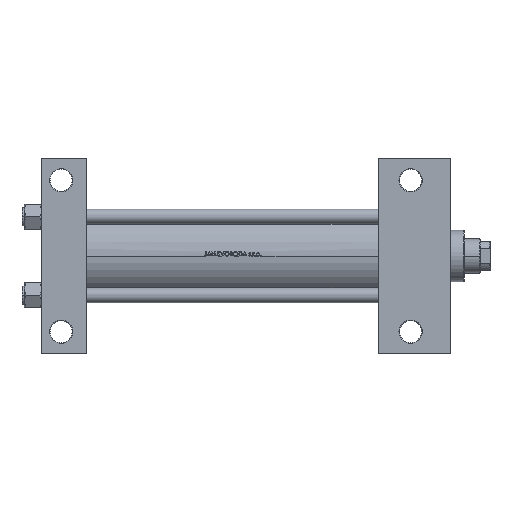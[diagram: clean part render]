
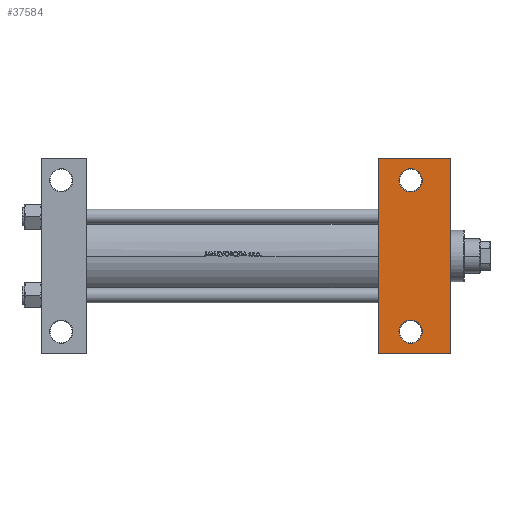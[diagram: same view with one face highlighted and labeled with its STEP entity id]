
A CAD part, front view. The second image highlights one B-rep face of the part: STEP entity #37584.
In plain terms, the highlighted face is planar.
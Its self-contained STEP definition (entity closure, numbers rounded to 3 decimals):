
#364 = VERTEX_POINT ( 'NONE', #17267 ) ;
#1539 = CARTESIAN_POINT ( 'NONE',  ( 276., -80., -45. ) ) ;
#2407 = VECTOR ( 'NONE', #21607, 1000. ) ;
#2595 = CARTESIAN_POINT ( 'NONE',  ( 292.5, -62., -45. ) ) ;
#3826 = CIRCLE ( 'NONE', #32230, 9.5 ) ;
#3866 = VERTEX_POINT ( 'NONE', #2595 ) ;
#4026 = CARTESIAN_POINT ( 'NONE',  ( 276., 80., -45. ) ) ;
#4630 = DIRECTION ( 'NONE',  ( 0., 0., -1. ) ) ;
#5343 = FACE_BOUND ( 'NONE', #26706, .T. ) ;
#5502 = CIRCLE ( 'NONE', #46230, 9.5 ) ;
#6089 = CARTESIAN_POINT ( 'NONE',  ( 311.5, 62., -45. ) ) ;
#7281 = CARTESIAN_POINT ( 'NONE',  ( 276., 80., -45. ) ) ;
#8462 = DIRECTION ( 'NONE',  ( -1., 0., 0. ) ) ;
#9176 = FACE_OUTER_BOUND ( 'NONE', #33481, .T. ) ;
#9348 = CARTESIAN_POINT ( 'NONE',  ( 302., 62., -45. ) ) ;
#9545 = DIRECTION ( 'NONE',  ( 0., 0., 1. ) ) ;
#10347 = DIRECTION ( 'NONE',  ( 0., 0., 1. ) ) ;
#11042 = EDGE_CURVE ( 'NONE', #46027, #14103, #16015, .T. ) ;
#12066 = PLANE ( 'NONE',  #42351 ) ;
#12148 = CARTESIAN_POINT ( 'NONE',  ( 276., -80., -45. ) ) ;
#14103 = VERTEX_POINT ( 'NONE', #12148 ) ;
#14350 = EDGE_CURVE ( 'NONE', #46027, #31580, #22442, .T. ) ;
#14648 = CARTESIAN_POINT ( 'NONE',  ( 302., -62., -45. ) ) ;
#14840 = CARTESIAN_POINT ( 'NONE',  ( 335., 45., -45. ) ) ;
#15369 = EDGE_CURVE ( 'NONE', #46293, #14103, #30616, .T. ) ;
#16015 = LINE ( 'NONE', #30680, #33006 ) ;
#16397 = FACE_BOUND ( 'NONE', #34168, .T. ) ;
#16545 = CARTESIAN_POINT ( 'NONE',  ( 302., -62., -45. ) ) ;
#17267 = CARTESIAN_POINT ( 'NONE',  ( 311.5, -62., -45. ) ) ;
#17790 = DIRECTION ( 'NONE',  ( -1., 0., 0. ) ) ;
#20419 = DIRECTION ( 'NONE',  ( 0., 0., 1. ) ) ;
#21461 = ORIENTED_EDGE ( 'NONE', *, *, #14350, .T. ) ;
#21607 = DIRECTION ( 'NONE',  ( 0., -1., 0. ) ) ;
#21642 = DIRECTION ( 'NONE',  ( 0., 0., 1. ) ) ;
#21702 = ORIENTED_EDGE ( 'NONE', *, *, #39524, .T. ) ;
#22442 = LINE ( 'NONE', #7281, #38014 ) ;
#23884 = CIRCLE ( 'NONE', #33865, 9.5 ) ;
#26706 = EDGE_LOOP ( 'NONE', ( #37631, #21702 ) ) ;
#26956 = CIRCLE ( 'NONE', #46234, 9.5 ) ;
#27269 = ORIENTED_EDGE ( 'NONE', *, *, #31924, .T. ) ;
#27461 = VERTEX_POINT ( 'NONE', #29542 ) ;
#29542 = CARTESIAN_POINT ( 'NONE',  ( 292.5, 62., -45. ) ) ;
#30616 = LINE ( 'NONE', #1539, #41098 ) ;
#30680 = CARTESIAN_POINT ( 'NONE',  ( 276., 45., -45. ) ) ;
#31559 = ORIENTED_EDGE ( 'NONE', *, *, #11042, .F. ) ;
#31580 = VERTEX_POINT ( 'NONE', #45624 ) ;
#31924 = EDGE_CURVE ( 'NONE', #27461, #45299, #3826, .T. ) ;
#32230 = AXIS2_PLACEMENT_3D ( 'NONE', #43836, #10347, #39735 ) ;
#33006 = VECTOR ( 'NONE', #41312, 1000. ) ;
#33224 = EDGE_CURVE ( 'NONE', #3866, #364, #23884, .T. ) ;
#33481 = EDGE_LOOP ( 'NONE', ( #31559, #21461, #45016, #36212 ) ) ;
#33865 = AXIS2_PLACEMENT_3D ( 'NONE', #16545, #9545, #39174 ) ;
#33964 = CARTESIAN_POINT ( 'NONE',  ( 335., -80., -45. ) ) ;
#34168 = EDGE_LOOP ( 'NONE', ( #27269, #36158 ) ) ;
#34852 = EDGE_CURVE ( 'NONE', #45299, #27461, #26956, .T. ) ;
#34905 = EDGE_CURVE ( 'NONE', #31580, #46293, #46906, .T. ) ;
#35105 = DIRECTION ( 'NONE',  ( -1., 0., 0. ) ) ;
#36158 = ORIENTED_EDGE ( 'NONE', *, *, #34852, .T. ) ;
#36212 = ORIENTED_EDGE ( 'NONE', *, *, #15369, .T. ) ;
#36662 = DIRECTION ( 'NONE',  ( 1., 0., 0. ) ) ;
#37584 = ADVANCED_FACE ( 'NONE', ( #16397, #5343, #9176 ), #12066, .T. ) ;
#37631 = ORIENTED_EDGE ( 'NONE', *, *, #33224, .T. ) ;
#38014 = VECTOR ( 'NONE', #36662, 1000. ) ;
#39174 = DIRECTION ( 'NONE',  ( -1., 0., 0. ) ) ;
#39524 = EDGE_CURVE ( 'NONE', #364, #3866, #5502, .T. ) ;
#39735 = DIRECTION ( 'NONE',  ( -1., 0., 0. ) ) ;
#41098 = VECTOR ( 'NONE', #45350, 1000. ) ;
#41312 = DIRECTION ( 'NONE',  ( 0., -1., 0. ) ) ;
#42351 = AXIS2_PLACEMENT_3D ( 'NONE', #45319, #4630, #8462 ) ;
#43836 = CARTESIAN_POINT ( 'NONE',  ( 302., 62., -45. ) ) ;
#45016 = ORIENTED_EDGE ( 'NONE', *, *, #34905, .T. ) ;
#45299 = VERTEX_POINT ( 'NONE', #6089 ) ;
#45319 = CARTESIAN_POINT ( 'NONE',  ( 335., 45., -45. ) ) ;
#45350 = DIRECTION ( 'NONE',  ( -1., 0., 0. ) ) ;
#45624 = CARTESIAN_POINT ( 'NONE',  ( 335., 80., -45. ) ) ;
#46027 = VERTEX_POINT ( 'NONE', #4026 ) ;
#46230 = AXIS2_PLACEMENT_3D ( 'NONE', #14648, #21642, #17790 ) ;
#46234 = AXIS2_PLACEMENT_3D ( 'NONE', #9348, #20419, #35105 ) ;
#46293 = VERTEX_POINT ( 'NONE', #33964 ) ;
#46906 = LINE ( 'NONE', #14840, #2407 ) ;
